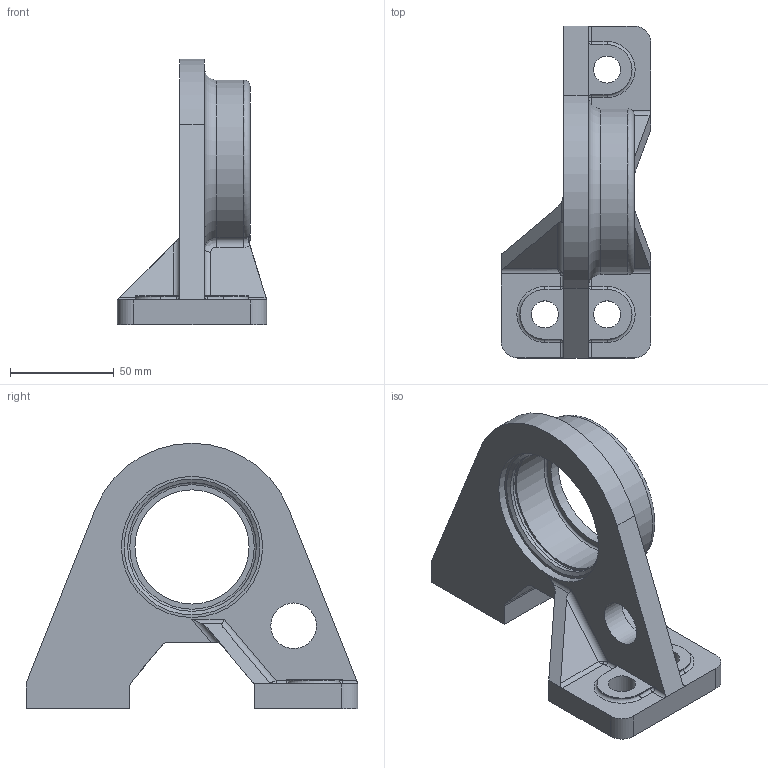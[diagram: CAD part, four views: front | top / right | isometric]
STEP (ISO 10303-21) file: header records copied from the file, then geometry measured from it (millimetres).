
FILE_DESCRIPTION(/* description */ (''),/* implementation_level */ '2;1');
FILE_NAME(/* name */ 'Part 071.stp',/* time_stamp */ '2015-03-05T15:43:04+02:00',/* author */ ('SFC'),/* organization */ (''),/* preprocessor_version */ 'ST-DEVELOPER v15.2',/* originating_system */ 'Autodesk Inventor 2014',/* authorisation */ '');
FILE_SCHEMA (('AUTOMOTIVE_DESIGN { 1 0 10303 214 3 1 1 }'));
Length unit declared in the file: millimetre
Products named in the file (1): Part 071
Bounding box: 72 x 160 x 128 mm (x, y, z)
Volume: 228500.6 mm3; surface area: 54912.7 mm2
Topology: 1 solids, 1 shells, 125 faces, 315 edges, 193 vertices
Faces by surface type: cylinder 54, plane 41, bspline 16, torus 7, sphere 6, cone 1
Full cylindrical faces by diameter (mm): 13 x3, 22 x1, 55 x1, 62 x2, 64 x1, 68 x1
Entity records: 4112 total; most frequent: CARTESIAN_POINT 1145, DIRECTION 612, ORIENTED_EDGE 590, EDGE_CURVE 295, AXIS2_PLACEMENT_3D 239, VERTEX_POINT 188, EDGE_LOOP 151, LINE 134
